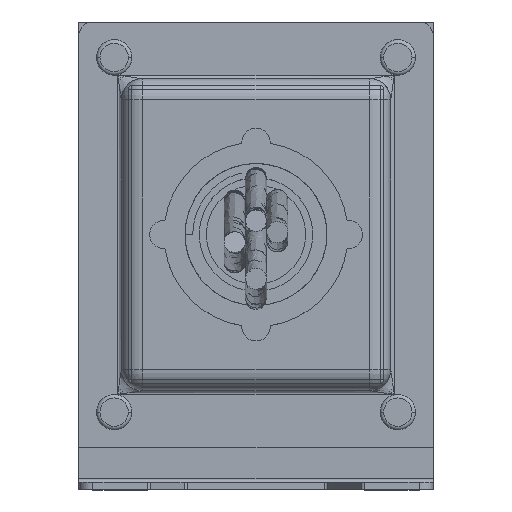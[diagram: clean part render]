
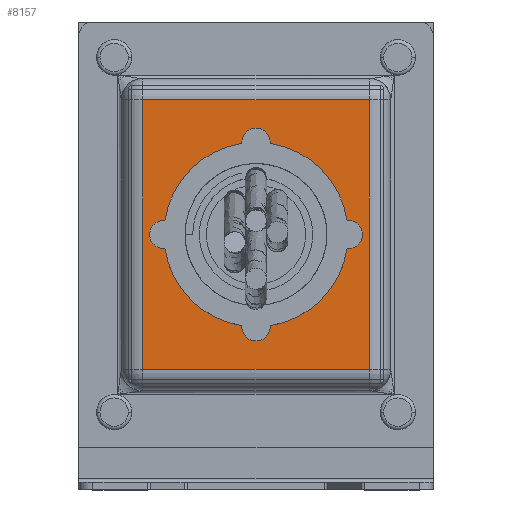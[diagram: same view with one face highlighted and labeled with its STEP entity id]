
A CAD part, top view. The second image highlights one B-rep face of the part: STEP entity #8157.
In plain terms, the highlighted planar face has unit normal (0, 0, 1).
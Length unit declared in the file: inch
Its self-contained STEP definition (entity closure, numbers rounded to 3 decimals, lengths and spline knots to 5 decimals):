
#29 = CARTESIAN_POINT ( 'NONE',  ( 1.47548, 1.02725, 3.01198 ) ) ;
#120 = CARTESIAN_POINT ( 'NONE',  ( 1.19508, 0.74685, 3.01198 ) ) ;
#333 = ORIENTED_EDGE ( 'NONE', *, *, #3533, .T. ) ;
#365 = DIRECTION ( 'NONE',  ( 0., 0., 1. ) ) ;
#367 = CARTESIAN_POINT ( 'NONE',  ( 0.89375, 1.47431, 3.01198 ) ) ;
#447 = EDGE_CURVE ( 'NONE', #17516, #16306, #6952, .T. ) ;
#460 = CARTESIAN_POINT ( 'NONE',  ( 0.70857, 1.23335, 3.01198 ) ) ;
#1324 = CARTESIAN_POINT ( 'NONE',  ( 1.2903, 0.78629, 3.01198 ) ) ;
#1398 = VECTOR ( 'NONE', #1399, 39.37008 ) ;
#1399 = DIRECTION ( 'NONE',  ( 0., 1., 0. ) ) ;
#1572 = CARTESIAN_POINT ( 'NONE',  ( 1.09203, 1.524, 3.01198 ) ) ;
#1874 = FACE_OUTER_BOUND ( 'NONE', #14296, .T. ) ;
#1880 = CARTESIAN_POINT ( 'NONE',  ( 1.14399, 1.52141, 3.01194 ) ) ;
#2167 = CARTESIAN_POINT ( 'NONE',  ( 0.74802, 1.32858, 3.01198 ) ) ;
#2170 = CARTESIAN_POINT ( 'NONE',  ( 1.4732, 1.23218, 3.01196 ) ) ;
#2353 = EDGE_CURVE ( 'NONE', #5584, #15943, #18255, .T. ) ;
#2432 = ORIENTED_EDGE ( 'NONE', *, *, #447, .T. ) ;
#2729 = DIRECTION ( 'NONE',  ( 1., 0., 0. ) ) ;
#2873 = CARTESIAN_POINT ( 'NONE',  ( 1.72195, 0.38227, 3.01198 ) ) ;
#3261 = CARTESIAN_POINT ( 'NONE',  ( 1.33225, 1.4433, 3.01197 ) ) ;
#3364 = CARTESIAN_POINT ( 'NONE',  ( 1.09203, 1.524, 3.01198 ) ) ;
#3533 = EDGE_CURVE ( 'NONE', #16306, #12352, #19463, .T. ) ;
#4393 = VERTEX_POINT ( 'NONE', #13002 ) ;
#4734 = CARTESIAN_POINT ( 'NONE',  ( 1.48573, 1.1303, 3.01198 ) ) ;
#4792 = B_SPLINE_CURVE_WITH_KNOTS ( 'NONE', 3,
 ( #8143, #6451, #17028, #2170, #8040, #14244, #18516, #18616, #6551, #9513, #14132, #12243, #3261, #9307, #15455, #6655, #6246, #9591, #6362, #1880, #10961, #3364 ),
 .UNSPECIFIED., .F., .F.,
 ( 4, 2, 2, 2, 2, 2, 2, 2, 2, 2, 4 ),
 ( 0., 0.125, 0.25, 0.375, 0.4375, 0.5, 0.625, 0.75, 0.8125, 0.875, 1. ),
 .UNSPECIFIED. ) ;
#4851 = CARTESIAN_POINT ( 'NONE',  ( 1.09203, 1.524, 3.01198 ) ) ;
#4948 = DIRECTION ( 'NONE',  ( 1., 0., 0. ) ) ;
#5584 = VERTEX_POINT ( 'NONE', #1572 ) ;
#5807 = CARTESIAN_POINT ( 'NONE',  ( 0.7772, 0.88835, 3.01198 ) ) ;
#6246 = CARTESIAN_POINT ( 'NONE',  ( 1.21858, 1.50332, 3.01198 ) ) ;
#6354 = CARTESIAN_POINT ( 'NONE',  ( 0.10777, 2.3114, 3.01198 ) ) ;
#6362 = CARTESIAN_POINT ( 'NONE',  ( 1.18183, 1.51384, 3.01194 ) ) ;
#6446 = FACE_BOUND ( 'NONE', #14145, .T. ) ;
#6451 = CARTESIAN_POINT ( 'NONE',  ( 1.48573, 1.15565, 3.01194 ) ) ;
#6551 = CARTESIAN_POINT ( 'NONE',  ( 1.40464, 1.36996, 3.01196 ) ) ;
#6585 = CARTESIAN_POINT ( 'NONE',  ( 0.46211, 0.38227, 3.01198 ) ) ;
#6655 = CARTESIAN_POINT ( 'NONE',  ( 1.23054, 1.49905, 3.012 ) ) ;
#6685 = EDGE_CURVE ( 'NONE', #4393, #5584, #4792, .T. ) ;
#6952 = LINE ( 'NONE', #10339, #18811 ) ;
#7510 = CARTESIAN_POINT ( 'NONE',  ( 0.74802, 0.93203, 3.01198 ) ) ;
#7557 = VERTEX_POINT ( 'NONE', #10167 ) ;
#7581 = ORIENTED_EDGE ( 'NONE', *, *, #6685, .F. ) ;
#7944 = PLANE ( 'NONE',  #8723 ) ;
#8037 = CARTESIAN_POINT ( 'NONE',  ( 0.7772, 1.37225, 3.01198 ) ) ;
#8040 = CARTESIAN_POINT ( 'NONE',  ( 1.46561, 1.25723, 3.01198 ) ) ;
#8143 = CARTESIAN_POINT ( 'NONE',  ( 1.48573, 1.1303, 3.01198 ) ) ;
#8157 = ADVANCED_FACE ( 'NONE', ( #6446, #1874 ), #7944, .T. ) ;
#8723 = AXIS2_PLACEMENT_3D ( 'NONE', #6354, #365, #4948 ) ;
#8904 = CARTESIAN_POINT ( 'NONE',  ( 1.48573, 1.07877, 3.01198 ) ) ;
#9083 = CARTESIAN_POINT ( 'NONE',  ( 0.69833, 1.07877, 3.01198 ) ) ;
#9307 = CARTESIAN_POINT ( 'NONE',  ( 1.28905, 1.47214, 3.01201 ) ) ;
#9513 = CARTESIAN_POINT ( 'NONE',  ( 1.38844, 1.38973, 3.01194 ) ) ;
#9591 = CARTESIAN_POINT ( 'NONE',  ( 1.19426, 1.51071, 3.01195 ) ) ;
#9641 = CARTESIAN_POINT ( 'NONE',  ( 0.344, 1.87833, 3.01198 ) ) ;
#10167 = CARTESIAN_POINT ( 'NONE',  ( 0.46211, 1.87833, 3.01198 ) ) ;
#10339 = CARTESIAN_POINT ( 'NONE',  ( 1.72195, 0.38227, 3.01198 ) ) ;
#10735 = CARTESIAN_POINT ( 'NONE',  ( 1.14356, 0.7366, 3.01198 ) ) ;
#10961 = CARTESIAN_POINT ( 'NONE',  ( 1.11801, 1.524, 3.01196 ) ) ;
#11375 = EDGE_CURVE ( 'NONE', #15943, #4393, #12237, .T. ) ;
#11464 = VECTOR ( 'NONE', #15994, 39.37008 ) ;
#11795 = EDGE_CURVE ( 'NONE', #7557, #17516, #15967, .T. ) ;
#11810 = CARTESIAN_POINT ( 'NONE',  ( 0.85008, 0.81547, 3.01198 ) ) ;
#11914 = CARTESIAN_POINT ( 'NONE',  ( 0.89375, 0.78629, 3.01198 ) ) ;
#12058 = ORIENTED_EDGE ( 'NONE', *, *, #11375, .F. ) ;
#12197 = CARTESIAN_POINT ( 'NONE',  ( 0.98898, 0.74685, 3.01198 ) ) ;
#12236 = CARTESIAN_POINT ( 'NONE',  ( 0.69833, 1.1303, 3.01198 ) ) ;
#12237 = B_SPLINE_CURVE_WITH_KNOTS ( 'NONE', 3,
 ( #19483, #9083, #19390, #7510, #5807, #11810, #11914, #12197, #17870, #10735, #120, #1324, #13607, #16607, #18272, #29, #8904, #4734 ),
 .UNSPECIFIED., .F., .F.,
 ( 4, 2, 2, 2, 2, 2, 2, 2, 4 ),
 ( 0.5, 0.5625, 0.625, 0.6875, 0.75, 0.8125, 0.875, 0.9375, 1. ),
 .UNSPECIFIED. ) ;
#12243 = CARTESIAN_POINT ( 'NONE',  ( 1.35245, 1.42669, 3.01195 ) ) ;
#12340 = CARTESIAN_POINT ( 'NONE',  ( 0.85008, 1.44513, 3.01198 ) ) ;
#12352 = VERTEX_POINT ( 'NONE', #14906 ) ;
#13002 = CARTESIAN_POINT ( 'NONE',  ( 1.48573, 1.1303, 3.01198 ) ) ;
#13539 = EDGE_CURVE ( 'NONE', #12352, #7557, #14495, .T. ) ;
#13607 = CARTESIAN_POINT ( 'NONE',  ( 1.33397, 0.81547, 3.01198 ) ) ;
#14132 = CARTESIAN_POINT ( 'NONE',  ( 1.37981, 1.39928, 3.01194 ) ) ;
#14145 = EDGE_LOOP ( 'NONE', ( #7581, #12058, #16670 ) ) ;
#14244 = CARTESIAN_POINT ( 'NONE',  ( 1.44572, 1.30515, 3.01202 ) ) ;
#14296 = EDGE_LOOP ( 'NONE', ( #18100, #14689, #2432, #333 ) ) ;
#14495 = LINE ( 'NONE', #9641, #11464 ) ;
#14689 = ORIENTED_EDGE ( 'NONE', *, *, #11795, .T. ) ;
#14906 = CARTESIAN_POINT ( 'NONE',  ( 1.72195, 1.87833, 3.01198 ) ) ;
#15343 = CARTESIAN_POINT ( 'NONE',  ( 0.69833, 1.18184, 3.01198 ) ) ;
#15455 = CARTESIAN_POINT ( 'NONE',  ( 1.26606, 1.48438, 3.01202 ) ) ;
#15645 = CARTESIAN_POINT ( 'NONE',  ( 1.04049, 1.524, 3.01198 ) ) ;
#15748 = CARTESIAN_POINT ( 'NONE',  ( 0.98898, 1.51376, 3.01198 ) ) ;
#15882 = DIRECTION ( 'NONE',  ( 0., -1., 0. ) ) ;
#15943 = VERTEX_POINT ( 'NONE', #16700 ) ;
#15967 = LINE ( 'NONE', #6585, #16779 ) ;
#15994 = DIRECTION ( 'NONE',  ( -1., 0., 0. ) ) ;
#16306 = VERTEX_POINT ( 'NONE', #2873 ) ;
#16607 = CARTESIAN_POINT ( 'NONE',  ( 1.40686, 0.88835, 3.01198 ) ) ;
#16670 = ORIENTED_EDGE ( 'NONE', *, *, #2353, .F. ) ;
#16700 = CARTESIAN_POINT ( 'NONE',  ( 0.69833, 1.1303, 3.01198 ) ) ;
#16779 = VECTOR ( 'NONE', #15882, 39.37008 ) ;
#16794 = CARTESIAN_POINT ( 'NONE',  ( 0.46211, 0.38227, 3.01198 ) ) ;
#17028 = CARTESIAN_POINT ( 'NONE',  ( 1.48326, 1.18139, 3.01193 ) ) ;
#17516 = VERTEX_POINT ( 'NONE', #16794 ) ;
#17870 = CARTESIAN_POINT ( 'NONE',  ( 1.04049, 0.7366, 3.01198 ) ) ;
#18100 = ORIENTED_EDGE ( 'NONE', *, *, #13539, .T. ) ;
#18255 = B_SPLINE_CURVE_WITH_KNOTS ( 'NONE', 3,
 ( #4851, #15645, #15748, #367, #12340, #8037, #2167, #460, #15343, #12236 ),
 .UNSPECIFIED., .F., .F.,
 ( 4, 2, 2, 2, 4 ),
 ( 0.25, 0.3125, 0.375, 0.4375, 0.5 ),
 .UNSPECIFIED. ) ;
#18272 = CARTESIAN_POINT ( 'NONE',  ( 1.43604, 0.93203, 3.01198 ) ) ;
#18516 = CARTESIAN_POINT ( 'NONE',  ( 1.43344, 1.32801, 3.01202 ) ) ;
#18616 = CARTESIAN_POINT ( 'NONE',  ( 1.41217, 1.3598, 3.01198 ) ) ;
#18811 = VECTOR ( 'NONE', #2729, 39.37008 ) ;
#19390 = CARTESIAN_POINT ( 'NONE',  ( 0.70857, 1.02725, 3.01198 ) ) ;
#19463 = LINE ( 'NONE', #19574, #1398 ) ;
#19483 = CARTESIAN_POINT ( 'NONE',  ( 0.69833, 1.1303, 3.01198 ) ) ;
#19574 = CARTESIAN_POINT ( 'NONE',  ( 1.72195, 1.87833, 3.01198 ) ) ;
